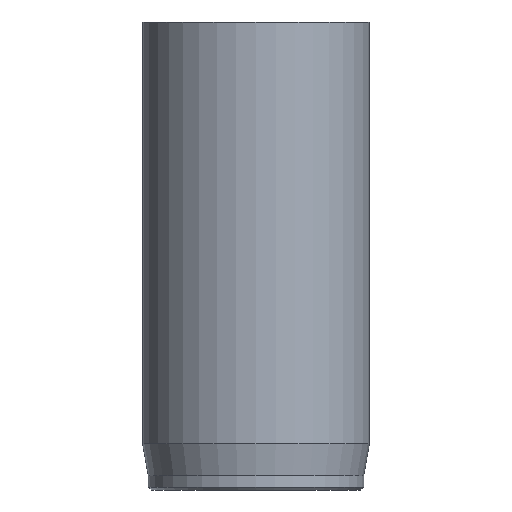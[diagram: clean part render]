
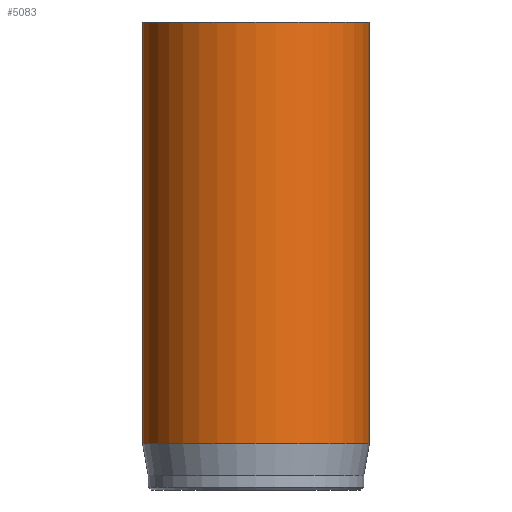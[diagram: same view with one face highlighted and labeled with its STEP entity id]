
A CAD part, front view. The second image highlights one B-rep face of the part: STEP entity #5083.
In plain terms, the highlighted cylindrical face has radius 8 mm (diameter 16 mm), a full revolution.
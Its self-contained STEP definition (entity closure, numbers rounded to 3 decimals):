
#32=CYLINDRICAL_SURFACE('',#5288,8.);
#47=CIRCLE('',#5256,8.);
#63=CIRCLE('',#5286,8.);
#64=CIRCLE('',#5287,8.);
#797=FACE_OUTER_BOUND('',#1093,.T.);
#1093=EDGE_LOOP('',(#4613,#4614,#4615,#4616,#4617));
#1510=LINE('',#9376,#1933);
#1933=VECTOR('',#5981,8.);
#2414=VERTEX_POINT('',#9316);
#2430=VERTEX_POINT('',#9370);
#2431=VERTEX_POINT('',#9371);
#3139=EDGE_CURVE('',#2414,#2414,#47,.T.);
#3163=EDGE_CURVE('',#2430,#2431,#63,.T.);
#3164=EDGE_CURVE('',#2431,#2430,#64,.T.);
#3166=EDGE_CURVE('',#2414,#2430,#1510,.T.);
#4613=ORIENTED_EDGE('',*,*,#3139,.T.);
#4614=ORIENTED_EDGE('',*,*,#3166,.T.);
#4615=ORIENTED_EDGE('',*,*,#3163,.T.);
#4616=ORIENTED_EDGE('',*,*,#3164,.T.);
#4617=ORIENTED_EDGE('',*,*,#3166,.F.);
#5083=ADVANCED_FACE('',(#797),#32,.T.);
#5256=AXIS2_PLACEMENT_3D('',#9317,#5906,#5907);
#5286=AXIS2_PLACEMENT_3D('',#9372,#5974,#5975);
#5287=AXIS2_PLACEMENT_3D('',#9373,#5976,#5977);
#5288=AXIS2_PLACEMENT_3D('',#9375,#5979,#5980);
#5906=DIRECTION('center_axis',(0.,0.,-1.));
#5907=DIRECTION('ref_axis',(-1.,0.,0.));
#5974=DIRECTION('center_axis',(0.,0.,1.));
#5975=DIRECTION('ref_axis',(-1.,0.,0.));
#5976=DIRECTION('center_axis',(0.,0.,1.));
#5977=DIRECTION('ref_axis',(-1.,0.,0.));
#5979=DIRECTION('center_axis',(0.,0.,1.));
#5980=DIRECTION('ref_axis',(-1.,0.,0.));
#5981=DIRECTION('',(0.,0.,-1.));
#9316=CARTESIAN_POINT('',(8.,0.,33.));
#9317=CARTESIAN_POINT('Origin',(0.,0.,33.));
#9370=CARTESIAN_POINT('',(8.,0.,3.269));
#9371=CARTESIAN_POINT('',(-8.,0.,3.269));
#9372=CARTESIAN_POINT('Origin',(0.,0.,3.269));
#9373=CARTESIAN_POINT('Origin',(0.,0.,3.269));
#9375=CARTESIAN_POINT('Origin',(0.,0.,0.));
#9376=CARTESIAN_POINT('',(8.,0.,0.));
